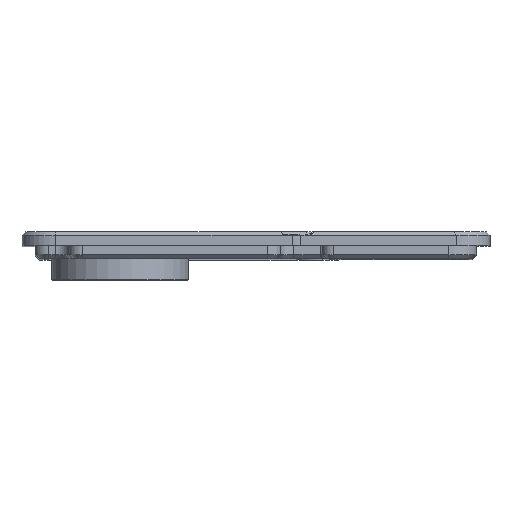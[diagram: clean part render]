
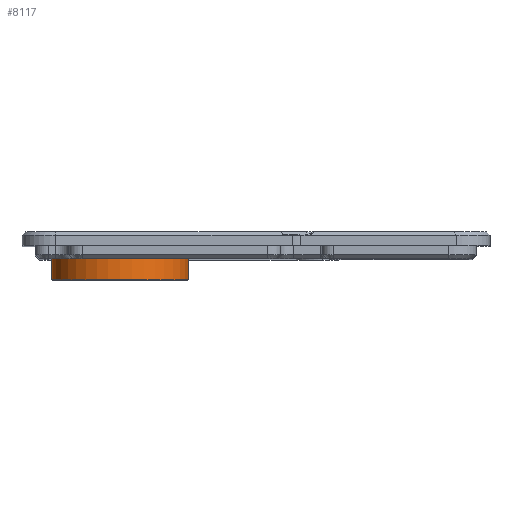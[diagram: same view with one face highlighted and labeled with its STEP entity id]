
A CAD part, top view. The second image highlights one B-rep face of the part: STEP entity #8117.
In plain terms, the highlighted cylindrical face has radius 10.25 mm (diameter 20.5 mm), a full revolution.
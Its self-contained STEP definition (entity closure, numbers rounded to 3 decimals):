
#86=CYLINDRICAL_SURFACE('',#8585,10.25);
#218=CIRCLE('',#8580,10.25);
#220=CIRCLE('',#8586,10.25);
#972=FACE_OUTER_BOUND('',#1458,.T.);
#1458=EDGE_LOOP('',(#7251,#7252,#7253,#7254));
#2311=LINE('',#13943,#3152);
#3152=VECTOR('',#10256,10.25);
#3945=VERTEX_POINT('',#13931);
#3947=VERTEX_POINT('',#13942);
#5076=EDGE_CURVE('',#3945,#3945,#218,.T.);
#5081=EDGE_CURVE('',#3945,#3947,#2311,.T.);
#5082=EDGE_CURVE('',#3947,#3947,#220,.T.);
#7251=ORIENTED_EDGE('',*,*,#5076,.F.);
#7252=ORIENTED_EDGE('',*,*,#5081,.T.);
#7253=ORIENTED_EDGE('',*,*,#5082,.F.);
#7254=ORIENTED_EDGE('',*,*,#5081,.F.);
#8117=ADVANCED_FACE('',(#972),#86,.T.);
#8580=AXIS2_PLACEMENT_3D('',#13932,#10241,#10242);
#8585=AXIS2_PLACEMENT_3D('',#13941,#10254,#10255);
#8586=AXIS2_PLACEMENT_3D('',#13944,#10257,#10258);
#10241=DIRECTION('center_axis',(0.,-1.,0.));
#10242=DIRECTION('ref_axis',(1.,0.,0.));
#10254=DIRECTION('center_axis',(0.,-1.,0.));
#10255=DIRECTION('ref_axis',(1.,0.,0.));
#10256=DIRECTION('',(0.,1.,0.));
#10257=DIRECTION('center_axis',(0.,1.,0.));
#10258=DIRECTION('ref_axis',(1.,0.,0.));
#13931=CARTESIAN_POINT('',(4.45,-5.,40.2));
#13932=CARTESIAN_POINT('Origin',(14.7,-5.,40.2));
#13941=CARTESIAN_POINT('Origin',(14.7,0.,40.2));
#13942=CARTESIAN_POINT('',(4.45,0.,40.2));
#13943=CARTESIAN_POINT('',(4.45,0.,40.2));
#13944=CARTESIAN_POINT('Origin',(14.7,0.,40.2));
